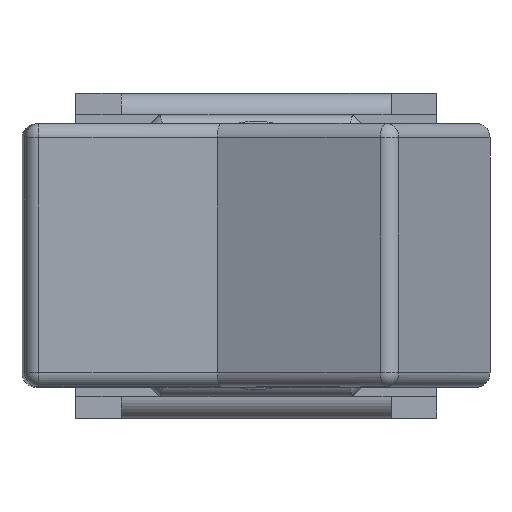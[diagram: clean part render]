
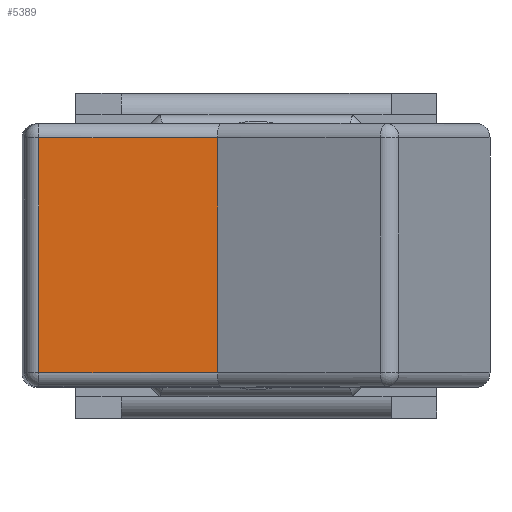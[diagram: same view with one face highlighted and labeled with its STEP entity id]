
A CAD part, top view. The second image highlights one B-rep face of the part: STEP entity #5389.
In plain terms, the highlighted planar face has unit normal (-0.009, 0, 1).
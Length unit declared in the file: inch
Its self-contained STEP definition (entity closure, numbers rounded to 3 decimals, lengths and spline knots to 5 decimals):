
#5191=CARTESIAN_POINT('',(-0.05352,0.1628,0.79418));
#5192=VERTEX_POINT('',#5191);
#5214=CARTESIAN_POINT('',(-0.30122,0.1628,0.79202));
#5215=VERTEX_POINT('',#5214);
#5223=CARTESIAN_POINT('',(-0.30122,0.1628,0.79202));
#5224=DIRECTION('',(1.,0.0,0.009));
#5225=VECTOR('',#5224,0.24771);
#5226=LINE('',#5223,#5225);
#5227=EDGE_CURVE('',#5215,#5192,#5226,.T.);
#5348=CARTESIAN_POINT('',(-0.05352,-0.1628,0.79418));
#5349=VERTEX_POINT('',#5348);
#5350=CARTESIAN_POINT('',(-0.05352,0.1628,0.79418));
#5351=DIRECTION('',(0.0,-1.0,0.0));
#5352=VECTOR('',#5351,0.32559);
#5353=LINE('',#5350,#5352);
#5354=EDGE_CURVE('',#5192,#5349,#5353,.T.);
#5366=CARTESIAN_POINT('',(-0.31361,0.17907,0.79191));
#5367=DIRECTION('',(-0.009,0.0,1.));
#5368=DIRECTION('',(1.,0.0,0.009));
#5369=AXIS2_PLACEMENT_3D('',#5366,#5367,#5368);
#5370=PLANE('',#5369);
#5371=ORIENTED_EDGE('',*,*,#5227,.F.);
#5372=CARTESIAN_POINT('',(-0.30122,-0.1628,0.79202));
#5373=VERTEX_POINT('',#5372);
#5374=CARTESIAN_POINT('',(-0.30122,0.1628,0.79202));
#5375=DIRECTION('',(0.0,-1.0,0.0));
#5376=VECTOR('',#5375,0.32559);
#5377=LINE('',#5374,#5376);
#5378=EDGE_CURVE('',#5215,#5373,#5377,.T.);
#5379=ORIENTED_EDGE('',*,*,#5378,.T.);
#5380=CARTESIAN_POINT('',(-0.05352,-0.1628,0.79418));
#5381=DIRECTION('',(-1.,0.0,-0.009));
#5382=VECTOR('',#5381,0.24771);
#5383=LINE('',#5380,#5382);
#5384=EDGE_CURVE('',#5349,#5373,#5383,.T.);
#5385=ORIENTED_EDGE('',*,*,#5384,.F.);
#5386=ORIENTED_EDGE('',*,*,#5354,.F.);
#5387=EDGE_LOOP('',(#5371,#5379,#5385,#5386));
#5388=FACE_OUTER_BOUND('',#5387,.T.);
#5389=ADVANCED_FACE('',(#5388),#5370,.T.);
